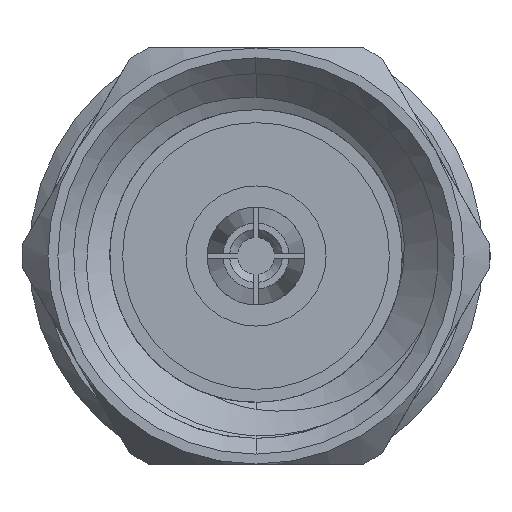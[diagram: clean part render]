
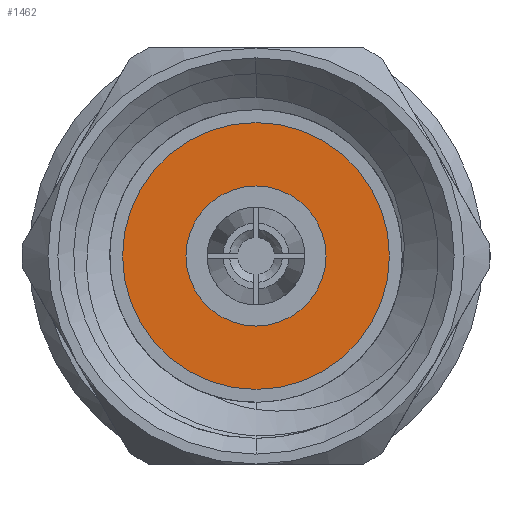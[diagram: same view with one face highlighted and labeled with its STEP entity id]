
A CAD part, left-side view. The second image highlights one B-rep face of the part: STEP entity #1462.
In plain terms, the highlighted planar face has unit normal (-1, 0, 0).
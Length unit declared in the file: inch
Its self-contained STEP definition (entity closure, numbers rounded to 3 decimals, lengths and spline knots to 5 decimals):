
#90 = DIRECTION ( 'NONE',  ( 1., 0., 0. ) ) ;
#106 = EDGE_CURVE ( 'NONE', #4300, #2654, #6694, .T. ) ;
#179 = CIRCLE ( 'NONE', #862, 0.0505 ) ;
#862 = AXIS2_PLACEMENT_3D ( 'NONE', #2479, #3854, #5146 ) ;
#908 = ORIENTED_EDGE ( 'NONE', *, *, #6700, .F. ) ;
#1084 = CARTESIAN_POINT ( 'NONE',  ( 0.19082, 0., -0.0505 ) ) ;
#1098 = EDGE_LOOP ( 'NONE', ( #5594, #2626 ) ) ;
#1306 = FACE_OUTER_BOUND ( 'NONE', #1098, .T. ) ;
#1462 = ADVANCED_FACE ( 'NONE', ( #1306, #5993 ), #2288, .T. ) ;
#1798 = CARTESIAN_POINT ( 'NONE',  ( 0.19082, 0., 0.0265 ) ) ;
#2288 = PLANE ( 'NONE',  #4831 ) ;
#2351 = EDGE_CURVE ( 'NONE', #6519, #4287, #179, .T. ) ;
#2479 = CARTESIAN_POINT ( 'NONE',  ( 0.19082, 0., 0. ) ) ;
#2626 = ORIENTED_EDGE ( 'NONE', *, *, #5048, .F. ) ;
#2654 = VERTEX_POINT ( 'NONE', #3755 ) ;
#2892 = DIRECTION ( 'NONE',  ( -1., 0., 0. ) ) ;
#2933 = CARTESIAN_POINT ( 'NONE',  ( 0.19082, 0., 0.0505 ) ) ;
#3108 = DIRECTION ( 'NONE',  ( -1., 0., 0. ) ) ;
#3168 = DIRECTION ( 'NONE',  ( 0., 0., 1. ) ) ;
#3172 = CARTESIAN_POINT ( 'NONE',  ( 0.19082, 0., 0. ) ) ;
#3516 = DIRECTION ( 'NONE',  ( 0., 0., 1. ) ) ;
#3599 = CIRCLE ( 'NONE', #4839, 0.0505 ) ;
#3755 = CARTESIAN_POINT ( 'NONE',  ( 0.19082, 0., -0.0265 ) ) ;
#3854 = DIRECTION ( 'NONE',  ( 1., 0., 0. ) ) ;
#4207 = CARTESIAN_POINT ( 'NONE',  ( 0.19082, 0.02521, 0. ) ) ;
#4209 = EDGE_LOOP ( 'NONE', ( #6926, #908 ) ) ;
#4287 = VERTEX_POINT ( 'NONE', #1084 ) ;
#4300 = VERTEX_POINT ( 'NONE', #1798 ) ;
#4463 = AXIS2_PLACEMENT_3D ( 'NONE', #4976, #3108, #3168 ) ;
#4831 = AXIS2_PLACEMENT_3D ( 'NONE', #4207, #2892, #3516 ) ;
#4839 = AXIS2_PLACEMENT_3D ( 'NONE', #7861, #90, #5881 ) ;
#4976 = CARTESIAN_POINT ( 'NONE',  ( 0.19082, 0., 0. ) ) ;
#5048 = EDGE_CURVE ( 'NONE', #4287, #6519, #3599, .T. ) ;
#5146 = DIRECTION ( 'NONE',  ( 0., 0., 1. ) ) ;
#5594 = ORIENTED_EDGE ( 'NONE', *, *, #2351, .F. ) ;
#5881 = DIRECTION ( 'NONE',  ( 0., 0., 1. ) ) ;
#5993 = FACE_BOUND ( 'NONE', #4209, .T. ) ;
#6182 = AXIS2_PLACEMENT_3D ( 'NONE', #3172, #6398, #7017 ) ;
#6398 = DIRECTION ( 'NONE',  ( -1., 0., 0. ) ) ;
#6519 = VERTEX_POINT ( 'NONE', #2933 ) ;
#6694 = CIRCLE ( 'NONE', #6182, 0.0265 ) ;
#6700 = EDGE_CURVE ( 'NONE', #2654, #4300, #7044, .T. ) ;
#6926 = ORIENTED_EDGE ( 'NONE', *, *, #106, .F. ) ;
#7017 = DIRECTION ( 'NONE',  ( 0., 0., 1. ) ) ;
#7044 = CIRCLE ( 'NONE', #4463, 0.0265 ) ;
#7861 = CARTESIAN_POINT ( 'NONE',  ( 0.19082, 0., 0. ) ) ;
